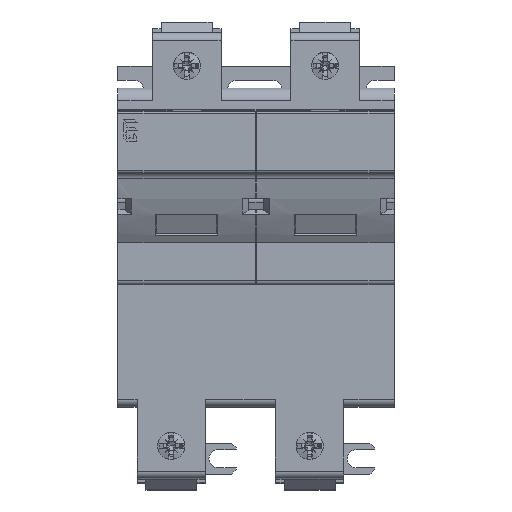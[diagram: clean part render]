
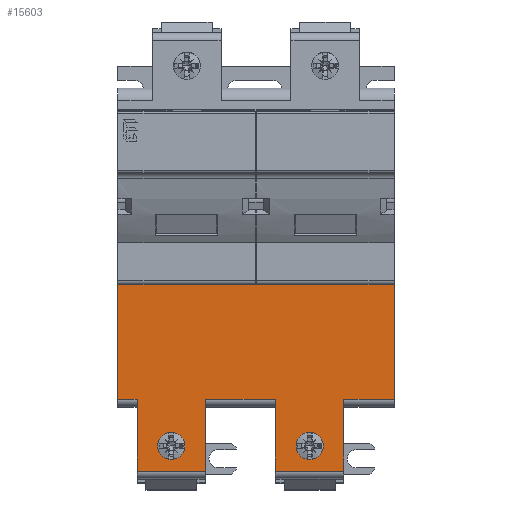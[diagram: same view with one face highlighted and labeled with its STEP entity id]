
A CAD part, top view. The second image highlights one B-rep face of the part: STEP entity #15603.
In plain terms, the highlighted planar face has unit normal (0, 0, 1).
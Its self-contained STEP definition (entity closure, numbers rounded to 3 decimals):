
#389=DIRECTION('',(0.,1.,0.));
#390=VECTOR('',#389,29.5);
#391=CARTESIAN_POINT('',(0.,-69.7,43.5));
#392=LINE('',#391,#390);
#434=DIRECTION('',(0.,-1.,0.));
#435=VECTOR('',#434,18.5);
#436=CARTESIAN_POINT('',(5.,-69.7,43.5));
#437=LINE('',#436,#435);
#449=DIRECTION('',(1.,0.,0.));
#450=VECTOR('',#449,13.);
#451=CARTESIAN_POINT('',(58.2,-69.7,43.5));
#452=LINE('',#451,#450);
#456=DIRECTION('',(-1.,0.,0.));
#457=VECTOR('',#456,17.6);
#458=CARTESIAN_POINT('',(58.2,-88.2,43.5));
#459=LINE('',#458,#457);
#463=DIRECTION('',(-1.,0.,0.));
#464=VECTOR('',#463,17.6);
#465=CARTESIAN_POINT('',(22.6,-88.2,43.5));
#466=LINE('',#465,#464);
#470=DIRECTION('',(1.,0.,0.));
#471=VECTOR('',#470,5.);
#472=CARTESIAN_POINT('',(0.,-69.7,43.5));
#473=LINE('',#472,#471);
#477=CARTESIAN_POINT('',(49.4,-81.7,43.5));
#478=DIRECTION('',(0.,0.,1.));
#479=DIRECTION('',(0.,1.,0.));
#480=AXIS2_PLACEMENT_3D('',#477,#478,#479);
#485=CARTESIAN_POINT('',(49.4,-81.7,43.5));
#486=DIRECTION('',(0.,0.,1.));
#487=DIRECTION('',(0.,-1.,0.));
#488=AXIS2_PLACEMENT_3D('',#485,#486,#487);
#493=CARTESIAN_POINT('',(13.8,-81.7,43.5));
#494=DIRECTION('',(0.,0.,1.));
#495=DIRECTION('',(0.,1.,0.));
#496=AXIS2_PLACEMENT_3D('',#493,#494,#495);
#501=CARTESIAN_POINT('',(13.8,-81.7,43.5));
#502=DIRECTION('',(0.,0.,1.));
#503=DIRECTION('',(0.,-1.,0.));
#504=AXIS2_PLACEMENT_3D('',#501,#502,#503);
#516=DIRECTION('',(-1.,0.,0.));
#517=VECTOR('',#516,71.2);
#518=CARTESIAN_POINT('',(71.2,-40.2,43.5));
#519=LINE('',#518,#517);
#4668=DIRECTION('',(1.,0.,0.));
#4669=VECTOR('',#4668,18.);
#4670=CARTESIAN_POINT('',(22.6,-69.7,43.5));
#4671=LINE('',#4670,#4669);
#4698=DIRECTION('',(0.,-1.,0.));
#4699=VECTOR('',#4698,18.5);
#4700=CARTESIAN_POINT('',(40.6,-69.7,43.5));
#4701=LINE('',#4700,#4699);
#4778=DIRECTION('',(0.,1.,0.));
#4779=VECTOR('',#4778,18.5);
#4780=CARTESIAN_POINT('',(58.2,-88.2,43.5));
#4781=LINE('',#4780,#4779);
#5101=DIRECTION('',(0.,1.,0.));
#5102=VECTOR('',#5101,29.5);
#5103=CARTESIAN_POINT('',(71.2,-69.7,43.5));
#5104=LINE('',#5103,#5102);
#7961=DIRECTION('',(0.,1.,0.));
#7962=VECTOR('',#7961,18.5);
#7963=CARTESIAN_POINT('',(22.6,-88.2,43.5));
#7964=LINE('',#7963,#7962);
#13316=CARTESIAN_POINT('',(0.,-40.2,43.5));
#13318=VERTEX_POINT('',#13316);
#13320=CARTESIAN_POINT('',(13.8,-78.2,43.5));
#13321=CARTESIAN_POINT('',(13.8,-85.2,43.5));
#13322=VERTEX_POINT('',#13320);
#13323=VERTEX_POINT('',#13321);
#13649=CARTESIAN_POINT('',(5.,-88.2,43.5));
#13651=VERTEX_POINT('',#13649);
#13652=CARTESIAN_POINT('',(22.6,-88.2,43.5));
#13653=VERTEX_POINT('',#13652);
#13660=CARTESIAN_POINT('',(0.,-69.7,43.5));
#13661=VERTEX_POINT('',#13660);
#13662=CARTESIAN_POINT('',(5.,-69.7,43.5));
#13663=VERTEX_POINT('',#13662);
#13665=CARTESIAN_POINT('',(22.6,-69.7,43.5));
#13667=VERTEX_POINT('',#13665);
#14240=CARTESIAN_POINT('',(71.2,-40.2,43.5));
#14242=VERTEX_POINT('',#14240);
#14244=CARTESIAN_POINT('',(49.4,-78.2,43.5));
#14245=CARTESIAN_POINT('',(49.4,-85.2,43.5));
#14246=VERTEX_POINT('',#14244);
#14247=VERTEX_POINT('',#14245);
#14573=CARTESIAN_POINT('',(40.6,-88.2,43.5));
#14575=VERTEX_POINT('',#14573);
#14576=CARTESIAN_POINT('',(58.2,-88.2,43.5));
#14577=VERTEX_POINT('',#14576);
#14580=CARTESIAN_POINT('',(71.2,-69.7,43.5));
#14582=VERTEX_POINT('',#14580);
#14586=CARTESIAN_POINT('',(58.2,-69.7,43.5));
#14587=VERTEX_POINT('',#14586);
#14590=CARTESIAN_POINT('',(40.6,-69.7,43.5));
#14591=VERTEX_POINT('',#14590);
#15563=CARTESIAN_POINT('',(35.6,-40.2,43.5));
#15564=DIRECTION('',(0.,0.,1.));
#15565=DIRECTION('',(0.,-1.,0.));
#15566=AXIS2_PLACEMENT_3D('',#15563,#15564,#15565);
#15567=PLANE('',#15566);
#15569=ORIENTED_EDGE('',*,*,#15568,.F.);
#15571=ORIENTED_EDGE('',*,*,#15570,.F.);
#15573=ORIENTED_EDGE('',*,*,#15572,.F.);
#15575=ORIENTED_EDGE('',*,*,#15574,.F.);
#15577=ORIENTED_EDGE('',*,*,#15576,.T.);
#15579=ORIENTED_EDGE('',*,*,#15578,.F.);
#15581=ORIENTED_EDGE('',*,*,#15580,.F.);
#15583=ORIENTED_EDGE('',*,*,#15582,.F.);
#15585=ORIENTED_EDGE('',*,*,#15584,.T.);
#15586=ORIENTED_EDGE('',*,*,#15548,.F.);
#15587=ORIENTED_EDGE('',*,*,#15520,.F.);
#15588=ORIENTED_EDGE('',*,*,#15501,.T.);
#15589=EDGE_LOOP('',(#15569,#15571,#15573,#15575,#15577,#15579,#15581,#15583,
#15585,#15586,#15587,#15588));
#15590=FACE_OUTER_BOUND('',#15589,.F.);
#15592=ORIENTED_EDGE('',*,*,#15591,.T.);
#15594=ORIENTED_EDGE('',*,*,#15593,.T.);
#15595=EDGE_LOOP('',(#15592,#15594));
#15596=FACE_BOUND('',#15595,.F.);
#15598=ORIENTED_EDGE('',*,*,#15597,.T.);
#15600=ORIENTED_EDGE('',*,*,#15599,.T.);
#15601=EDGE_LOOP('',(#15598,#15600));
#15602=FACE_BOUND('',#15601,.F.);
#481=CIRCLE('',#480,3.5);
#489=CIRCLE('',#488,3.5);
#497=CIRCLE('',#496,3.5);
#505=CIRCLE('',#504,3.5);
#15501=EDGE_CURVE('',#13661,#13318,#392,.T.);
#15520=EDGE_CURVE('',#13661,#13663,#473,.T.);
#15548=EDGE_CURVE('',#13663,#13651,#437,.T.);
#15568=EDGE_CURVE('',#14242,#13318,#519,.T.);
#15570=EDGE_CURVE('',#14582,#14242,#5104,.T.);
#15572=EDGE_CURVE('',#14587,#14582,#452,.T.);
#15574=EDGE_CURVE('',#14577,#14587,#4781,.T.);
#15576=EDGE_CURVE('',#14577,#14575,#459,.T.);
#15578=EDGE_CURVE('',#14591,#14575,#4701,.T.);
#15580=EDGE_CURVE('',#13667,#14591,#4671,.T.);
#15582=EDGE_CURVE('',#13653,#13667,#7964,.T.);
#15584=EDGE_CURVE('',#13653,#13651,#466,.T.);
#15591=EDGE_CURVE('',#14246,#14247,#481,.T.);
#15593=EDGE_CURVE('',#14247,#14246,#489,.T.);
#15597=EDGE_CURVE('',#13322,#13323,#497,.T.);
#15599=EDGE_CURVE('',#13323,#13322,#505,.T.);
#15603=ADVANCED_FACE('',(#15590,#15596,#15602),#15567,.T.);
